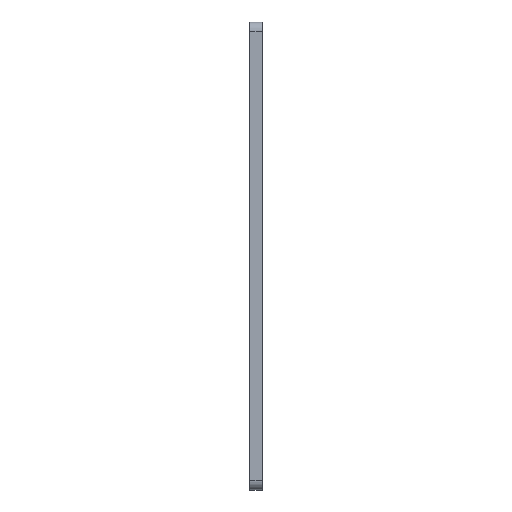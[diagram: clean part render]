
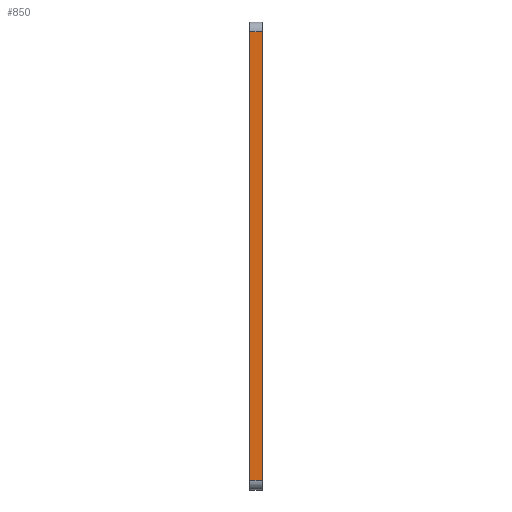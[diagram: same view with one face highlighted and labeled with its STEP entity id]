
A CAD part, left-side view. The second image highlights one B-rep face of the part: STEP entity #850.
In plain terms, the highlighted planar face has unit normal (-1, 0, 0).
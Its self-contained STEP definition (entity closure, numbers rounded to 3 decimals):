
#45 = FACE_OUTER_BOUND ( 'NONE', #819, .T. ) ;
#55 = AXIS2_PLACEMENT_3D ( 'NONE', #464, #758, #388 ) ;
#64 = LINE ( 'NONE', #624, #645 ) ;
#88 = VERTEX_POINT ( 'NONE', #904 ) ;
#114 = DIRECTION ( 'NONE',  ( 0., 0., 1. ) ) ;
#155 = ORIENTED_EDGE ( 'NONE', *, *, #861, .T. ) ;
#178 = LINE ( 'NONE', #329, #679 ) ;
#180 = ORIENTED_EDGE ( 'NONE', *, *, #353, .T. ) ;
#242 = LINE ( 'NONE', #313, #785 ) ;
#260 = DIRECTION ( 'NONE',  ( 0., 0., 1. ) ) ;
#313 = CARTESIAN_POINT ( 'NONE',  ( -48., 4., -23. ) ) ;
#329 = CARTESIAN_POINT ( 'NONE',  ( -48., 0., -20. ) ) ;
#353 = EDGE_CURVE ( 'NONE', #382, #88, #64, .T. ) ;
#382 = VERTEX_POINT ( 'NONE', #690 ) ;
#388 = DIRECTION ( 'NONE',  ( 0., 0., 1. ) ) ;
#406 = LINE ( 'NONE', #701, #844 ) ;
#421 = CARTESIAN_POINT ( 'NONE',  ( -48., 0., -20. ) ) ;
#464 = CARTESIAN_POINT ( 'NONE',  ( -48., 0., -23. ) ) ;
#546 = VERTEX_POINT ( 'NONE', #421 ) ;
#624 = CARTESIAN_POINT ( 'NONE',  ( -48., 0., 120. ) ) ;
#645 = VECTOR ( 'NONE', #913, 1000. ) ;
#660 = CARTESIAN_POINT ( 'NONE',  ( -48., 4., -20. ) ) ;
#679 = VECTOR ( 'NONE', #737, 1000. ) ;
#690 = CARTESIAN_POINT ( 'NONE',  ( -48., 0., 120. ) ) ;
#701 = CARTESIAN_POINT ( 'NONE',  ( -48., 0., -23. ) ) ;
#731 = VERTEX_POINT ( 'NONE', #660 ) ;
#737 = DIRECTION ( 'NONE',  ( 0., -1., 0. ) ) ;
#745 = ORIENTED_EDGE ( 'NONE', *, *, #788, .T. ) ;
#758 = DIRECTION ( 'NONE',  ( -1., 0., 0. ) ) ;
#785 = VECTOR ( 'NONE', #260, 1000. ) ;
#788 = EDGE_CURVE ( 'NONE', #731, #546, #178, .T. ) ;
#796 = EDGE_CURVE ( 'NONE', #731, #88, #242, .T. ) ;
#813 = ORIENTED_EDGE ( 'NONE', *, *, #796, .F. ) ;
#819 = EDGE_LOOP ( 'NONE', ( #155, #180, #813, #745 ) ) ;
#835 = PLANE ( 'NONE',  #55 ) ;
#844 = VECTOR ( 'NONE', #114, 1000. ) ;
#850 = ADVANCED_FACE ( 'NONE', ( #45 ), #835, .T. ) ;
#861 = EDGE_CURVE ( 'NONE', #546, #382, #406, .T. ) ;
#904 = CARTESIAN_POINT ( 'NONE',  ( -48., 4., 120. ) ) ;
#913 = DIRECTION ( 'NONE',  ( 0., 1., 0. ) ) ;
